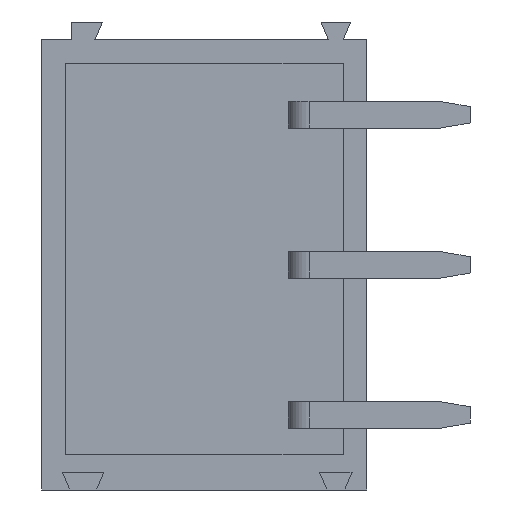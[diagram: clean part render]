
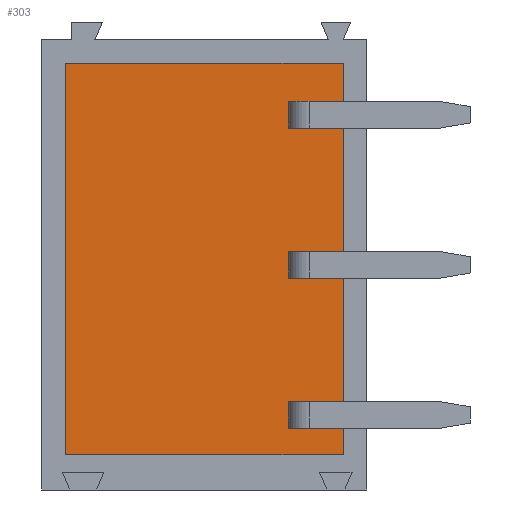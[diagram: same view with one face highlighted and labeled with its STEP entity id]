
A CAD part, front view. The second image highlights one B-rep face of the part: STEP entity #303.
In plain terms, the highlighted planar face has unit normal (0, -1, 0).
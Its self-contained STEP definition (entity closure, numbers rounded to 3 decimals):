
#303 = ADVANCED_FACE( '', ( #627, #628, #629, #630 ), #631, .F. );
#627 = FACE_BOUND( '', #974, .T. );
#628 = FACE_OUTER_BOUND( '', #975, .T. );
#629 = FACE_BOUND( '', #976, .T. );
#630 = FACE_BOUND( '', #977, .T. );
#631 = PLANE( '', #978 );
#974 = EDGE_LOOP( '', ( #1801, #1802, #1803, #1804 ) );
#975 = EDGE_LOOP( '', ( #1805, #1806, #1807, #1808 ) );
#976 = EDGE_LOOP( '', ( #1809, #1810, #1811, #1812 ) );
#977 = EDGE_LOOP( '', ( #1813, #1814, #1815, #1816 ) );
#978 = AXIS2_PLACEMENT_3D( '', #1817, #1818, #1819 );
#1801 = ORIENTED_EDGE( '', *, *, #2262, .T. );
#1802 = ORIENTED_EDGE( '', *, *, #2220, .T. );
#1803 = ORIENTED_EDGE( '', *, *, #2052, .T. );
#1804 = ORIENTED_EDGE( '', *, *, #2329, .F. );
#1805 = ORIENTED_EDGE( '', *, *, #2378, .F. );
#1806 = ORIENTED_EDGE( '', *, *, #2348, .F. );
#1807 = ORIENTED_EDGE( '', *, *, #2379, .F. );
#1808 = ORIENTED_EDGE( '', *, *, #2147, .F. );
#1809 = ORIENTED_EDGE( '', *, *, #2380, .F. );
#1810 = ORIENTED_EDGE( '', *, *, #2238, .T. );
#1811 = ORIENTED_EDGE( '', *, *, #2283, .T. );
#1812 = ORIENTED_EDGE( '', *, *, #2096, .T. );
#1813 = ORIENTED_EDGE( '', *, *, #2205, .F. );
#1814 = ORIENTED_EDGE( '', *, *, #2165, .T. );
#1815 = ORIENTED_EDGE( '', *, *, #2351, .T. );
#1816 = ORIENTED_EDGE( '', *, *, #2337, .T. );
#1817 = CARTESIAN_POINT( '', ( 200.032, 129.729, 23.8 ) );
#1818 = DIRECTION( '', ( 0., 1., 0. ) );
#1819 = DIRECTION( '', ( 0., 0., 1. ) );
#2052 = EDGE_CURVE( '', #2444, #2445, #2446, .T. );
#2096 = EDGE_CURVE( '', #2521, #2522, #2523, .T. );
#2147 = EDGE_CURVE( '', #2606, #2608, #2609, .T. );
#2165 = EDGE_CURVE( '', #2638, #2639, #2640, .T. );
#2205 = EDGE_CURVE( '', #2638, #2698, #2699, .T. );
#2220 = EDGE_CURVE( '', #2722, #2444, #2723, .T. );
#2238 = EDGE_CURVE( '', #2748, #2749, #2750, .T. );
#2262 = EDGE_CURVE( '', #2788, #2722, #2789, .T. );
#2283 = EDGE_CURVE( '', #2749, #2521, #2820, .T. );
#2329 = EDGE_CURVE( '', #2788, #2445, #2879, .T. );
#2337 = EDGE_CURVE( '', #2889, #2698, #2890, .T. );
#2348 = EDGE_CURVE( '', #2901, #2903, #2904, .T. );
#2351 = EDGE_CURVE( '', #2639, #2889, #2907, .T. );
#2378 = EDGE_CURVE( '', #2903, #2606, #2937, .T. );
#2379 = EDGE_CURVE( '', #2608, #2901, #2938, .T. );
#2380 = EDGE_CURVE( '', #2748, #2522, #2939, .T. );
#2444 = VERTEX_POINT( '', #3016 );
#2445 = VERTEX_POINT( '', #3017 );
#2446 = LINE( '', #3018, #3019 );
#2521 = VERTEX_POINT( '', #3126 );
#2522 = VERTEX_POINT( '', #3127 );
#2523 = LINE( '', #3128, #3129 );
#2606 = VERTEX_POINT( '', #3248 );
#2608 = VERTEX_POINT( '', #3251 );
#2609 = LINE( '', #3252, #3253 );
#2638 = VERTEX_POINT( '', #3293 );
#2639 = VERTEX_POINT( '', #3294 );
#2640 = LINE( '', #3295, #3296 );
#2698 = VERTEX_POINT( '', #3378 );
#2699 = LINE( '', #3379, #3380 );
#2722 = VERTEX_POINT( '', #3415 );
#2723 = LINE( '', #3416, #3417 );
#2748 = VERTEX_POINT( '', #3454 );
#2749 = VERTEX_POINT( '', #3455 );
#2750 = LINE( '', #3456, #3457 );
#2788 = VERTEX_POINT( '', #3516 );
#2789 = LINE( '', #3517, #3518 );
#2820 = LINE( '', #3559, #3560 );
#2879 = LINE( '', #3644, #3645 );
#2889 = VERTEX_POINT( '', #3659 );
#2890 = LINE( '', #3660, #3661 );
#2901 = VERTEX_POINT( '', #3678 );
#2903 = VERTEX_POINT( '', #3681 );
#2904 = LINE( '', #3682, #3683 );
#2907 = LINE( '', #3687, #3688 );
#2937 = LINE( '', #3732, #3733 );
#2938 = LINE( '', #3734, #3735 );
#2939 = LINE( '', #3736, #3737 );
#3016 = CARTESIAN_POINT( '', ( 198.182, 129.729, 42.83 ) );
#3017 = CARTESIAN_POINT( '', ( 198.882, 129.729, 42.83 ) );
#3018 = CARTESIAN_POINT( '', ( 200.032, 129.729, 42.83 ) );
#3019 = VECTOR( '', #3804, 1000. );
#3126 = CARTESIAN_POINT( '', ( 198.182, 129.729, 47.91 ) );
#3127 = CARTESIAN_POINT( '', ( 198.882, 129.729, 47.91 ) );
#3128 = CARTESIAN_POINT( '', ( 200.032, 129.729, 47.91 ) );
#3129 = VECTOR( '', #3843, 1000. );
#3248 = CARTESIAN_POINT( '', ( 190.632, 129.729, 49.2 ) );
#3251 = CARTESIAN_POINT( '', ( 200.032, 129.729, 49.2 ) );
#3252 = CARTESIAN_POINT( '', ( 200.032, 129.729, 49.2 ) );
#3253 = VECTOR( '', #3890, 1000. );
#3293 = CARTESIAN_POINT( '', ( 198.882, 129.729, 36.85 ) );
#3294 = CARTESIAN_POINT( '', ( 198.182, 129.729, 36.85 ) );
#3295 = CARTESIAN_POINT( '', ( 200.032, 129.729, 36.85 ) );
#3296 = VECTOR( '', #3908, 1000. );
#3378 = CARTESIAN_POINT( '', ( 198.882, 129.729, 37.75 ) );
#3379 = CARTESIAN_POINT( '', ( 198.882, 129.729, 49.2 ) );
#3380 = VECTOR( '', #3948, 1000. );
#3415 = CARTESIAN_POINT( '', ( 198.182, 129.729, 41.93 ) );
#3416 = CARTESIAN_POINT( '', ( 198.182, 129.729, 23.8 ) );
#3417 = VECTOR( '', #3961, 1000. );
#3454 = CARTESIAN_POINT( '', ( 198.882, 129.729, 47.01 ) );
#3455 = CARTESIAN_POINT( '', ( 198.182, 129.729, 47.01 ) );
#3456 = CARTESIAN_POINT( '', ( 200.032, 129.729, 47.01 ) );
#3457 = VECTOR( '', #3974, 1000. );
#3516 = CARTESIAN_POINT( '', ( 198.882, 129.729, 41.93 ) );
#3517 = CARTESIAN_POINT( '', ( 200.032, 129.729, 41.93 ) );
#3518 = VECTOR( '', #3996, 1000. );
#3559 = CARTESIAN_POINT( '', ( 198.182, 129.729, 23.8 ) );
#3560 = VECTOR( '', #4025, 1000. );
#3644 = CARTESIAN_POINT( '', ( 198.882, 129.729, 23.8 ) );
#3645 = VECTOR( '', #4060, 1000. );
#3659 = CARTESIAN_POINT( '', ( 198.182, 129.729, 37.75 ) );
#3660 = CARTESIAN_POINT( '', ( 200.032, 129.729, 37.75 ) );
#3661 = VECTOR( '', #4065, 1000. );
#3678 = CARTESIAN_POINT( '', ( 200.032, 129.729, 35.96 ) );
#3681 = CARTESIAN_POINT( '', ( 190.632, 129.729, 35.96 ) );
#3682 = CARTESIAN_POINT( '', ( 190.632, 129.729, 35.96 ) );
#3683 = VECTOR( '', #4073, 1000. );
#3687 = CARTESIAN_POINT( '', ( 198.182, 129.729, 49.2 ) );
#3688 = VECTOR( '', #4075, 1000. );
#3732 = CARTESIAN_POINT( '', ( 190.632, 129.729, 23.8 ) );
#3733 = VECTOR( '', #4090, 1000. );
#3734 = CARTESIAN_POINT( '', ( 200.032, 129.729, 10.56 ) );
#3735 = VECTOR( '', #4091, 1000. );
#3736 = CARTESIAN_POINT( '', ( 198.882, 129.729, 23.8 ) );
#3737 = VECTOR( '', #4092, 1000. );
#3804 = DIRECTION( '', ( 1., 0., 0. ) );
#3843 = DIRECTION( '', ( 1., 0., 0. ) );
#3890 = DIRECTION( '', ( 1., 0., 0. ) );
#3908 = DIRECTION( '', ( -1., 0., 0. ) );
#3948 = DIRECTION( '', ( 0., 0., 1. ) );
#3961 = DIRECTION( '', ( 0., 0., 1. ) );
#3974 = DIRECTION( '', ( -1., 0., 0. ) );
#3996 = DIRECTION( '', ( -1., 0., 0. ) );
#4025 = DIRECTION( '', ( 0., 0., 1. ) );
#4060 = DIRECTION( '', ( 0., 0., 1. ) );
#4065 = DIRECTION( '', ( 1., 0., 0. ) );
#4073 = DIRECTION( '', ( -1., 0., 0. ) );
#4075 = DIRECTION( '', ( 0., 0., 1. ) );
#4090 = DIRECTION( '', ( 0., 0., 1. ) );
#4091 = DIRECTION( '', ( 0., 0., -1. ) );
#4092 = DIRECTION( '', ( 0., 0., 1. ) );
